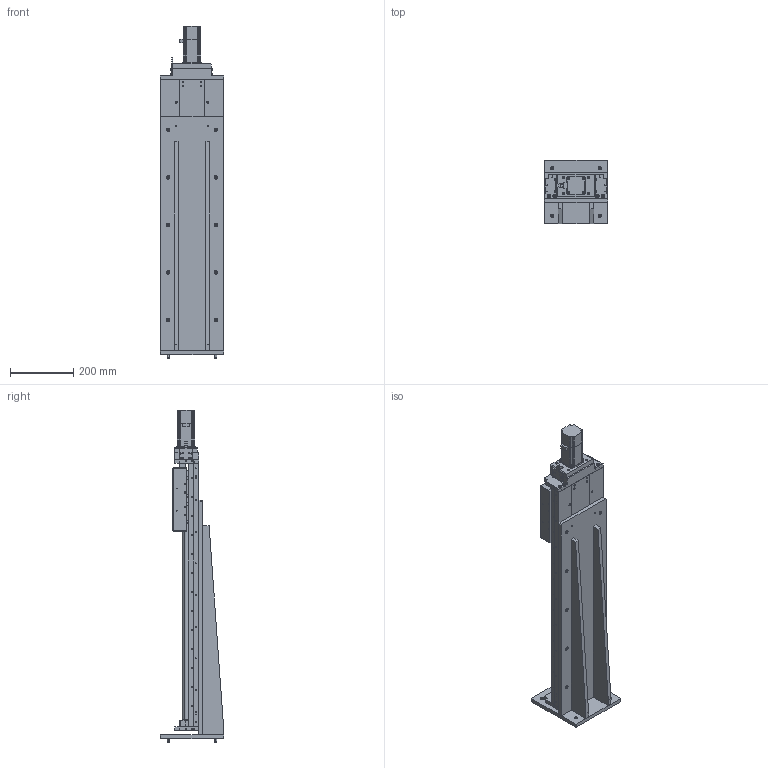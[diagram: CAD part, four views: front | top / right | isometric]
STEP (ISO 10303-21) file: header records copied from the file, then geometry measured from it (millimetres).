
FILE_DESCRIPTION (( 'STEP AP203' ), '1' );
FILE_NAME ('PA600-Z(AP203).STEP', '2021-05-28T02:21:20', ( '' ), ( '' ), 'SwSTEP 2.0', 'SolidWorks 2017', '' );
FILE_SCHEMA (( 'CONFIG_CONTROL_DESIGN' ));
Length unit declared in the file: millimetre
Products named in the file (1): PA600-Z(AP203)
Bounding box: 200 x 200 x 1048.3 mm (x, y, z)
Surface area: 1385837.1 mm2 (no closed solid volume)
Topology: 0 solids, 189 shells, 1541 faces, 5534 edges, 4076 vertices
Faces by surface type: plane 714, cylinder 623, torus 128, cone 60, sphere 16
Entity records: 61260 total; most frequent: CARTESIAN_POINT 12572, DIRECTION 10843, ORIENTED_EDGE 8230, EDGE_CURVE 5490, VERTEX_POINT 4076, AXIS2_PLACEMENT_3D 3871, VECTOR 3101, LINE 3101
